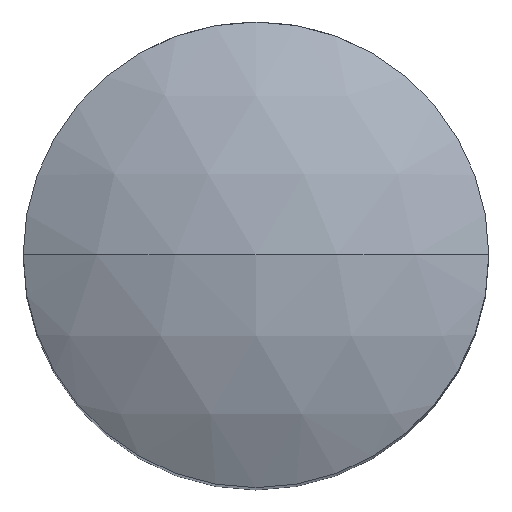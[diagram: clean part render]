
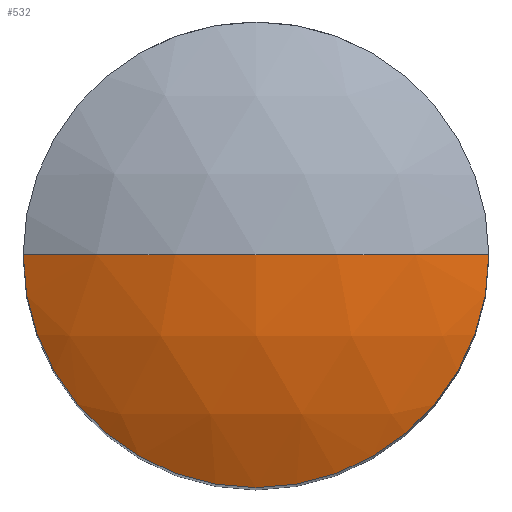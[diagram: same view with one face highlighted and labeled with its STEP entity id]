
A CAD part, top view. The second image highlights one B-rep face of the part: STEP entity #532.
In plain terms, the highlighted spherical face has radius 3 mm.
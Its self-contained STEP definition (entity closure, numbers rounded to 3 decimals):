
#28 = CARTESIAN_POINT ( 'NONE',  ( 0., 0., 5. ) ) ;
#46 = CIRCLE ( 'NONE', #285, 1.5 ) ;
#60 = SPHERICAL_SURFACE ( 'NONE', #173, 3. ) ;
#112 = CARTESIAN_POINT ( 'NONE',  ( 0., 0., 2. ) ) ;
#149 = CARTESIAN_POINT ( 'NONE',  ( 1.5, 0., 4.598 ) ) ;
#170 = VERTEX_POINT ( 'NONE', #182 ) ;
#173 = AXIS2_PLACEMENT_3D ( 'NONE', #112, #802, #256 ) ;
#182 = CARTESIAN_POINT ( 'NONE',  ( -1.5, 0., 4.598 ) ) ;
#256 = DIRECTION ( 'NONE',  ( 1., 0., 0. ) ) ;
#264 = VERTEX_POINT ( 'NONE', #28 ) ;
#270 = AXIS2_PLACEMENT_3D ( 'NONE', #404, #395, #521 ) ;
#283 = CIRCLE ( 'NONE', #270, 3. ) ;
#285 = AXIS2_PLACEMENT_3D ( 'NONE', #444, #438, #436 ) ;
#287 = ORIENTED_EDGE ( 'NONE', *, *, #407, .T. ) ;
#290 = EDGE_LOOP ( 'NONE', ( #384, #287, #422 ) ) ;
#327 = AXIS2_PLACEMENT_3D ( 'NONE', #706, #689, #686 ) ;
#384 = ORIENTED_EDGE ( 'NONE', *, *, #449, .F. ) ;
#395 = DIRECTION ( 'NONE',  ( 0., 1., 0. ) ) ;
#404 = CARTESIAN_POINT ( 'NONE',  ( 0., 0., 2. ) ) ;
#407 = EDGE_CURVE ( 'NONE', #264, #170, #791, .T. ) ;
#422 = ORIENTED_EDGE ( 'NONE', *, *, #443, .F. ) ;
#436 = DIRECTION ( 'NONE',  ( -1., 0., 0. ) ) ;
#438 = DIRECTION ( 'NONE',  ( 0., 0., -1. ) ) ;
#443 = EDGE_CURVE ( 'NONE', #755, #170, #46, .T. ) ;
#444 = CARTESIAN_POINT ( 'NONE',  ( 0., 0., 4.598 ) ) ;
#449 = EDGE_CURVE ( 'NONE', #264, #755, #283, .T. ) ;
#521 = DIRECTION ( 'NONE',  ( 0., 0., 1. ) ) ;
#532 = ADVANCED_FACE ( 'NONE', ( #728 ), #60, .T. ) ;
#686 = DIRECTION ( 'NONE',  ( 1., 0., 0. ) ) ;
#689 = DIRECTION ( 'NONE',  ( 0., -1., 0. ) ) ;
#706 = CARTESIAN_POINT ( 'NONE',  ( 0., 0., 2. ) ) ;
#728 = FACE_OUTER_BOUND ( 'NONE', #290, .T. ) ;
#755 = VERTEX_POINT ( 'NONE', #149 ) ;
#791 = CIRCLE ( 'NONE', #327, 3. ) ;
#802 = DIRECTION ( 'NONE',  ( 0., -1., 0. ) ) ;
